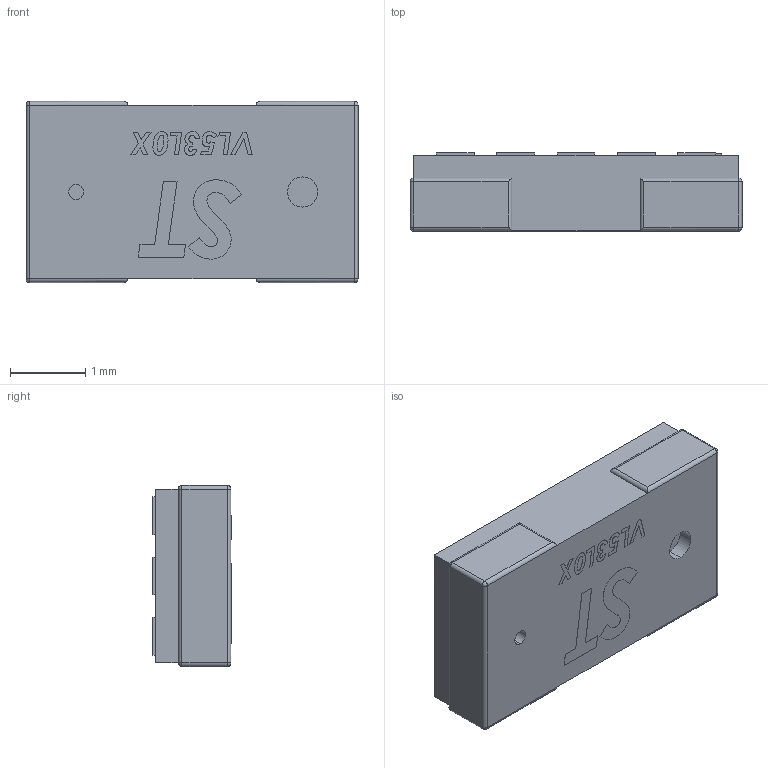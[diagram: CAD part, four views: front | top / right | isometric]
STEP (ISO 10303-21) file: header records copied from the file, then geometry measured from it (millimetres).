
FILE_DESCRIPTION (( 'STEP AP214' ), '1' );
FILE_NAME ('User Library-vl53l0x.STEP', '2018-10-23T10:11:35', ( '' ), ( '' ), 'SwSTEP 2.0', 'SolidWorks 2018', '' );
FILE_SCHEMA (( 'AUTOMOTIVE_DESIGN' ));
Length unit declared in the file: millimetre
Products named in the file (1): User Library-vl53l0x
Bounding box: 4.4 x 1.04 x 2.4 mm (x, y, z)
Volume: 10.3 mm3; surface area: 35.4 mm2
Topology: 1 solids, 1 shells, 392 faces, 1011 edges, 658 vertices
Faces by surface type: plane 239, bspline 121, cylinder 24, sphere 8
Entity records: 22063 total; most frequent: CARTESIAN_POINT 9039, ORIENTED_EDGE 2006, DIRECTION 1329, EDGE_CURVE 1003, LINE 721, VECTOR 721, VERTEX_POINT 658, EDGE_LOOP 437
